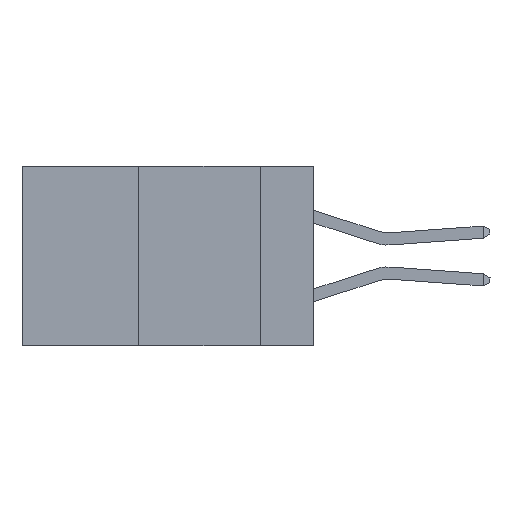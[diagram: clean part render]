
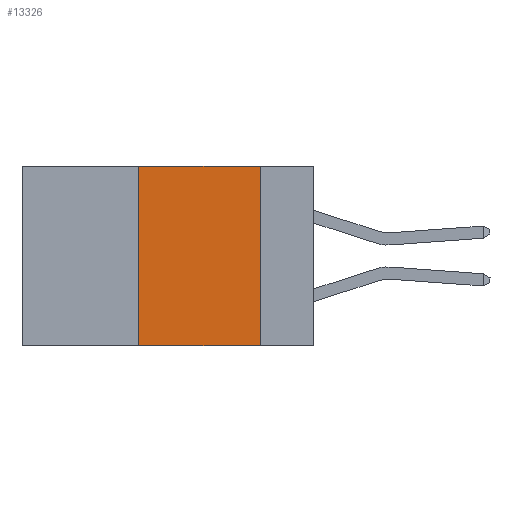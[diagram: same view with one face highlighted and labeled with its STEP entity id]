
A CAD part, left-side view. The second image highlights one B-rep face of the part: STEP entity #13326.
In plain terms, the highlighted planar face has unit normal (-1, 0, 0).
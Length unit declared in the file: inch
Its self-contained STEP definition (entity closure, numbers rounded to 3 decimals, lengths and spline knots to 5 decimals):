
#756 = VECTOR ( 'NONE', #6545, 39.37008 ) ;
#2438 = CARTESIAN_POINT ( 'NONE',  ( 0., 0.36, 0. ) ) ;
#2570 = VERTEX_POINT ( 'NONE', #16079 ) ;
#2719 = VERTEX_POINT ( 'NONE', #16392 ) ;
#3215 = ORIENTED_EDGE ( 'NONE', *, *, #5946, .F. ) ;
#3721 = LINE ( 'NONE', #2438, #19118 ) ;
#3986 = DIRECTION ( 'NONE',  ( 0., 0., 1. ) ) ;
#4539 = CARTESIAN_POINT ( 'NONE',  ( 0., 0.11, 0. ) ) ;
#4619 = EDGE_LOOP ( 'NONE', ( #3215, #14756, #5389, #7471 ) ) ;
#5347 = LINE ( 'NONE', #9478, #756 ) ;
#5389 = ORIENTED_EDGE ( 'NONE', *, *, #5714, .F. ) ;
#5417 = CARTESIAN_POINT ( 'NONE',  ( 0., 0.6, -0.37 ) ) ;
#5653 = CARTESIAN_POINT ( 'NONE',  ( 0., 0.6, 0. ) ) ;
#5714 = EDGE_CURVE ( 'NONE', #2570, #8595, #3721, .T. ) ;
#5946 = EDGE_CURVE ( 'NONE', #2719, #8573, #18883, .T. ) ;
#6545 = DIRECTION ( 'NONE',  ( 0., -1., 0. ) ) ;
#6816 = AXIS2_PLACEMENT_3D ( 'NONE', #5653, #16096, #7139 ) ;
#6920 = DIRECTION ( 'NONE',  ( 0., -1., 0. ) ) ;
#7139 = DIRECTION ( 'NONE',  ( 0., 0., -1. ) ) ;
#7471 = ORIENTED_EDGE ( 'NONE', *, *, #10780, .T. ) ;
#7942 = CARTESIAN_POINT ( 'NONE',  ( 0., 0.11, -0.37 ) ) ;
#8573 = VERTEX_POINT ( 'NONE', #7942 ) ;
#8595 = VERTEX_POINT ( 'NONE', #12529 ) ;
#9478 = CARTESIAN_POINT ( 'NONE',  ( 0., 0.6, 0. ) ) ;
#10780 = EDGE_CURVE ( 'NONE', #2570, #8573, #11957, .T. ) ;
#10999 = VECTOR ( 'NONE', #6920, 39.37008 ) ;
#11066 = VECTOR ( 'NONE', #16420, 39.37008 ) ;
#11957 = LINE ( 'NONE', #5417, #10999 ) ;
#12529 = CARTESIAN_POINT ( 'NONE',  ( 0., 0.36, 0. ) ) ;
#13326 = ADVANCED_FACE ( 'NONE', ( #17178 ), #14621, .F. ) ;
#14621 = PLANE ( 'NONE',  #6816 ) ;
#14756 = ORIENTED_EDGE ( 'NONE', *, *, #17365, .F. ) ;
#16079 = CARTESIAN_POINT ( 'NONE',  ( 0., 0.36, -0.37 ) ) ;
#16096 = DIRECTION ( 'NONE',  ( 1., 0., 0. ) ) ;
#16392 = CARTESIAN_POINT ( 'NONE',  ( 0., 0.11, 0. ) ) ;
#16420 = DIRECTION ( 'NONE',  ( 0., 0., -1. ) ) ;
#17178 = FACE_OUTER_BOUND ( 'NONE', #4619, .T. ) ;
#17365 = EDGE_CURVE ( 'NONE', #8595, #2719, #5347, .T. ) ;
#18883 = LINE ( 'NONE', #4539, #11066 ) ;
#19118 = VECTOR ( 'NONE', #3986, 39.37008 ) ;
